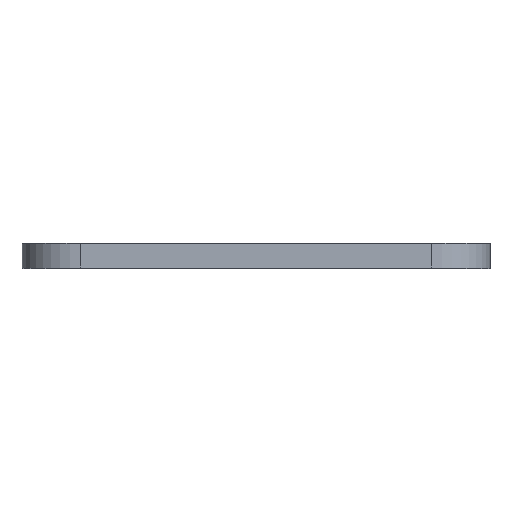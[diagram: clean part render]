
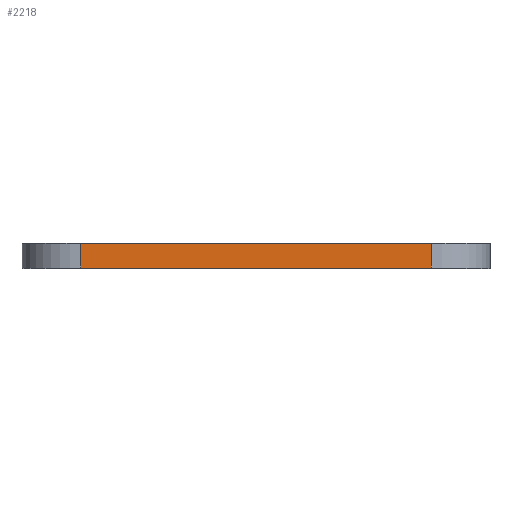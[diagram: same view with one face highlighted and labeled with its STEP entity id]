
A CAD part, top view. The second image highlights one B-rep face of the part: STEP entity #2218.
In plain terms, the highlighted planar face has unit normal (0, 0, 1).
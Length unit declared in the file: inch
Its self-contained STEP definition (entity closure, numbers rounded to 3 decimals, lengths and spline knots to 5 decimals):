
#26=DIRECTION('',(0.,1.,0.));
#27=VECTOR('',#26,0.105);
#28=CARTESIAN_POINT('',(-0.75,0.,1.25));
#29=LINE('',#28,#27);
#192=DIRECTION('',(0.,-1.,0.));
#193=VECTOR('',#192,0.105);
#194=CARTESIAN_POINT('',(0.75,0.105,1.25));
#195=LINE('',#194,#193);
#609=DIRECTION('',(1.,0.,0.));
#610=VECTOR('',#609,1.5);
#611=CARTESIAN_POINT('',(-0.75,0.,1.25));
#612=LINE('',#611,#610);
#757=DIRECTION('',(1.,0.,0.));
#758=VECTOR('',#757,1.5);
#759=CARTESIAN_POINT('',(-0.75,0.105,1.25));
#760=LINE('',#759,#758);
#1413=CARTESIAN_POINT('',(0.75,0.,1.25));
#1414=VERTEX_POINT('',#1413);
#1415=CARTESIAN_POINT('',(0.75,0.105,1.25));
#1416=VERTEX_POINT('',#1415);
#1421=CARTESIAN_POINT('',(-0.75,0.105,1.25));
#1422=VERTEX_POINT('',#1421);
#1423=CARTESIAN_POINT('',(-0.75,0.,1.25));
#1424=VERTEX_POINT('',#1423);
#2207=CARTESIAN_POINT('',(-1.,0.105,1.25));
#2208=DIRECTION('',(0.,0.,1.));
#2209=DIRECTION('',(0.,-1.,0.));
#2210=AXIS2_PLACEMENT_3D('',#2207,#2208,#2209);
#2211=PLANE('',#2210);
#2212=ORIENTED_EDGE('',*,*,#1795,.T.);
#2213=ORIENTED_EDGE('',*,*,#2134,.F.);
#2214=ORIENTED_EDGE('',*,*,#1693,.T.);
#2215=ORIENTED_EDGE('',*,*,#1707,.T.);
#2216=EDGE_LOOP('',(#2212,#2213,#2214,#2215));
#2217=FACE_OUTER_BOUND('',#2216,.F.);
#2218=ADVANCED_FACE('',(#2217),#2211,.T.);
#1693=EDGE_CURVE('',#1424,#1422,#29,.T.);
#1707=EDGE_CURVE('',#1422,#1416,#760,.T.);
#1795=EDGE_CURVE('',#1416,#1414,#195,.T.);
#2134=EDGE_CURVE('',#1424,#1414,#612,.T.);
